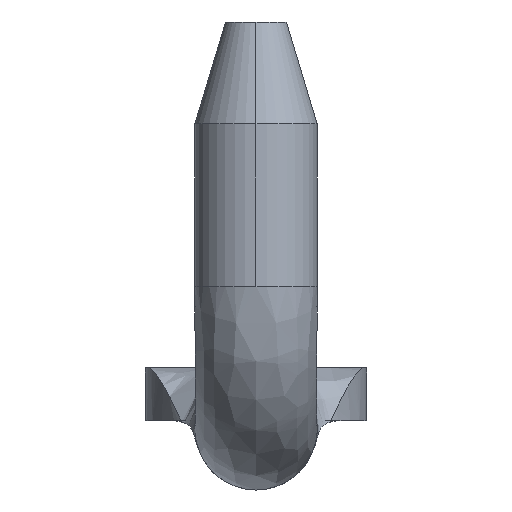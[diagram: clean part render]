
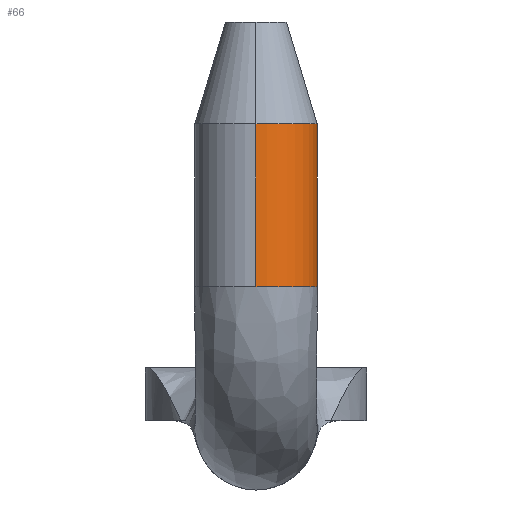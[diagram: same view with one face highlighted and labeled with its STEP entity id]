
A CAD part, left-side view. The second image highlights one B-rep face of the part: STEP entity #66.
In plain terms, the highlighted cylindrical face has radius 3 mm (diameter 6 mm), a partial arc.
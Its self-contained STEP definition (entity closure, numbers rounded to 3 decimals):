
#66=ADVANCED_FACE('',(#331),#330,.T.);
#330=CYLINDRICAL_SURFACE('',#645,3.);
#331=FACE_OUTER_BOUND('',#646,.T.);
#642=CARTESIAN_POINT('',(-165.,0.,7.5));
#643=DIRECTION('',(0.,0.,1.));
#644=DIRECTION('',(-1.,0.,0.));
#645=AXIS2_PLACEMENT_3D('',#642,#643,#644);
#646=EDGE_LOOP('',(#788,#789,#790,#791,#792,#793));
#788=ORIENTED_EDGE('',*,*,#871,.T.);
#789=ORIENTED_EDGE('',*,*,#872,.F.);
#790=ORIENTED_EDGE('',*,*,#824,.F.);
#791=ORIENTED_EDGE('',*,*,#823,.F.);
#792=ORIENTED_EDGE('',*,*,#816,.F.);
#793=ORIENTED_EDGE('',*,*,#873,.T.);
#816=EDGE_CURVE('',#980,#987,#988,.T.);
#823=EDGE_CURVE('',#987,#1035,#1036,.T.);
#824=EDGE_CURVE('',#1035,#1042,#1043,.T.);
#871=EDGE_CURVE('',#1329,#1328,#1348,.T.);
#872=EDGE_CURVE('',#1042,#1328,#1354,.T.);
#873=EDGE_CURVE('',#980,#1329,#1360,.T.);
#980=VERTEX_POINT('',#1464);
#987=VERTEX_POINT('',#1469);
#988=CIRCLE('',#1473,3.);
#1035=VERTEX_POINT('',#1521);
#1036=(BOUNDED_CURVE() B_SPLINE_CURVE(3,(#1522,#1523,#1524,#1525),.UNSPECIFIED.,.F.,.F.) B_SPLINE_CURVE_WITH_KNOTS((4,4),(-0.001,0.),.UNSPECIFIED.) CURVE() GEOMETRIC_REPRESENTATION_ITEM() RATIONAL_B_SPLINE_CURVE((1.,1.,1.,1.)) REPRESENTATION_ITEM('') );
#1042=VERTEX_POINT('',#1526);
#1043=CIRCLE('',#1530,3.);
#1328=VERTEX_POINT('',#1722);
#1329=VERTEX_POINT('',#1723);
#1348=CIRCLE('',#1735,3.);
#1354=(BOUNDED_CURVE() B_SPLINE_CURVE(1,(#1736,#1737),.UNSPECIFIED.,.F.,.F.) B_SPLINE_CURVE_WITH_KNOTS((2,2),(0.176,0.917),.UNSPECIFIED.) CURVE() GEOMETRIC_REPRESENTATION_ITEM() RATIONAL_B_SPLINE_CURVE((1.,1.)) REPRESENTATION_ITEM('') );
#1360=(BOUNDED_CURVE() B_SPLINE_CURVE(1,(#1738,#1739),.UNSPECIFIED.,.F.,.F.) B_SPLINE_CURVE_WITH_KNOTS((2,2),(0.083,0.917),.UNSPECIFIED.) CURVE() GEOMETRIC_REPRESENTATION_ITEM() RATIONAL_B_SPLINE_CURVE((0.75,0.75)) REPRESENTATION_ITEM('') );
#1464=CARTESIAN_POINT('',(-162.,0.,3.));
#1469=CARTESIAN_POINT('',(-164.964,-3.,3.));
#1470=CARTESIAN_POINT('',(-165.,0.,3.));
#1471=DIRECTION('',(0.,0.,-1.));
#1472=DIRECTION('',(-0.012,-1.,0.));
#1473=AXIS2_PLACEMENT_3D('',#1470,#1471,#1472);
#1521=CARTESIAN_POINT('',(-165.,-3.,4.));
#1522=CARTESIAN_POINT('',(-164.964,-3.,3.));
#1523=CARTESIAN_POINT('',(-164.988,-3.,3.333));
#1524=CARTESIAN_POINT('',(-164.999,-3.,3.666));
#1525=CARTESIAN_POINT('',(-165.,-3.,4.));
#1526=CARTESIAN_POINT('',(-168.,0.,4.));
#1527=CARTESIAN_POINT('',(-165.,0.,4.));
#1528=DIRECTION('',(0.,0.,-1.));
#1529=DIRECTION('',(0.,1.,0.));
#1530=AXIS2_PLACEMENT_3D('',#1527,#1528,#1529);
#1722=CARTESIAN_POINT('',(-168.,0.,12.));
#1723=CARTESIAN_POINT('',(-162.,0.,12.));
#1732=CARTESIAN_POINT('',(-165.,0.,12.));
#1733=DIRECTION('',(0.,0.,-1.));
#1734=DIRECTION('',(-1.,0.,0.));
#1735=AXIS2_PLACEMENT_3D('',#1732,#1733,#1734);
#1736=CARTESIAN_POINT('',(-168.,0.,4.));
#1737=CARTESIAN_POINT('',(-168.,0.,12.));
#1738=CARTESIAN_POINT('',(-162.,0.,3.));
#1739=CARTESIAN_POINT('',(-162.,0.,12.));
